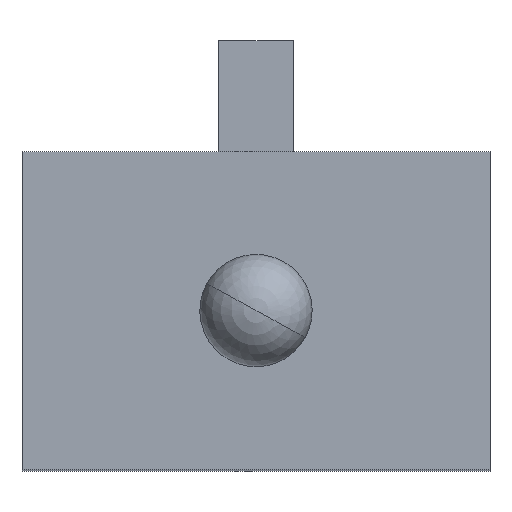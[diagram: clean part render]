
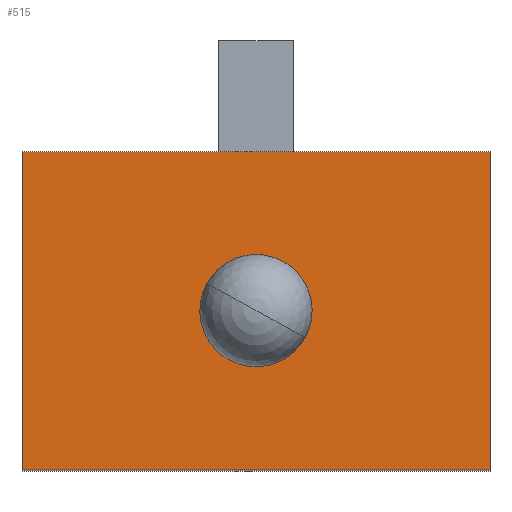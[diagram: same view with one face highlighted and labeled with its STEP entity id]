
A CAD part, top view. The second image highlights one B-rep face of the part: STEP entity #515.
In plain terms, the highlighted planar face has unit normal (0, 0, 1).
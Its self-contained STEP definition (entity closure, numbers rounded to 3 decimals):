
#507=AXIS2_PLACEMENT_3D('Plane Axis2P3D',#504,#505,#506) ;
#43=CARTESIAN_POINT('Vertex',(0.,8.5,31.)) ;
#57=CARTESIAN_POINT('Vertex',(0.,0.,31.)) ;
#60=CARTESIAN_POINT('Line Origine',(0.,4.25,31.)) ;
#96=CARTESIAN_POINT('Vertex',(12.5,0.,31.)) ;
#99=CARTESIAN_POINT('Line Origine',(6.25,0.,31.)) ;
#128=CARTESIAN_POINT('Vertex',(12.5,8.5,31.)) ;
#131=CARTESIAN_POINT('Line Origine',(12.5,4.25,31.)) ;
#168=CARTESIAN_POINT('Line Origine',(6.25,8.5,31.)) ;
#504=CARTESIAN_POINT('Axis2P3D Location',(6.25,4.25,31.)) ;
#61=DIRECTION('Vector Direction',(0.,-1.,0.)) ;
#100=DIRECTION('Vector Direction',(-1.,0.,0.)) ;
#132=DIRECTION('Vector Direction',(0.,1.,0.)) ;
#169=DIRECTION('Vector Direction',(1.,0.,0.)) ;
#505=DIRECTION('Axis2P3D Direction',(0.,0.,1.)) ;
#506=DIRECTION('Axis2P3D XDirection',(1.,0.,0.)) ;
#62=VECTOR('Line Direction',#61,1.) ;
#101=VECTOR('Line Direction',#100,1.) ;
#133=VECTOR('Line Direction',#132,1.) ;
#170=VECTOR('Line Direction',#169,1.) ;
#510=ORIENTED_EDGE('',*,*,#64,.T.) ;
#511=ORIENTED_EDGE('',*,*,#103,.T.) ;
#512=ORIENTED_EDGE('',*,*,#135,.T.) ;
#513=ORIENTED_EDGE('',*,*,#172,.T.) ;
#515=ADVANCED_FACE('RIM-MODUL',(#514),#508,.T.) ;
#64=EDGE_CURVE('',#44,#58,#63,.T.) ;
#103=EDGE_CURVE('',#58,#97,#102,.F.) ;
#135=EDGE_CURVE('',#97,#129,#134,.T.) ;
#172=EDGE_CURVE('',#129,#44,#171,.F.) ;
#509=EDGE_LOOP('',(#510,#511,#512,#513)) ;
#514=FACE_OUTER_BOUND('',#509,.T.) ;
#63=LINE('Line',#60,#62) ;
#102=LINE('Line',#99,#101) ;
#134=LINE('Line',#131,#133) ;
#171=LINE('Line',#168,#170) ;
#508=PLANE('',#507) ;
#44=VERTEX_POINT('',#43) ;
#58=VERTEX_POINT('',#57) ;
#97=VERTEX_POINT('',#96) ;
#129=VERTEX_POINT('',#128) ;
